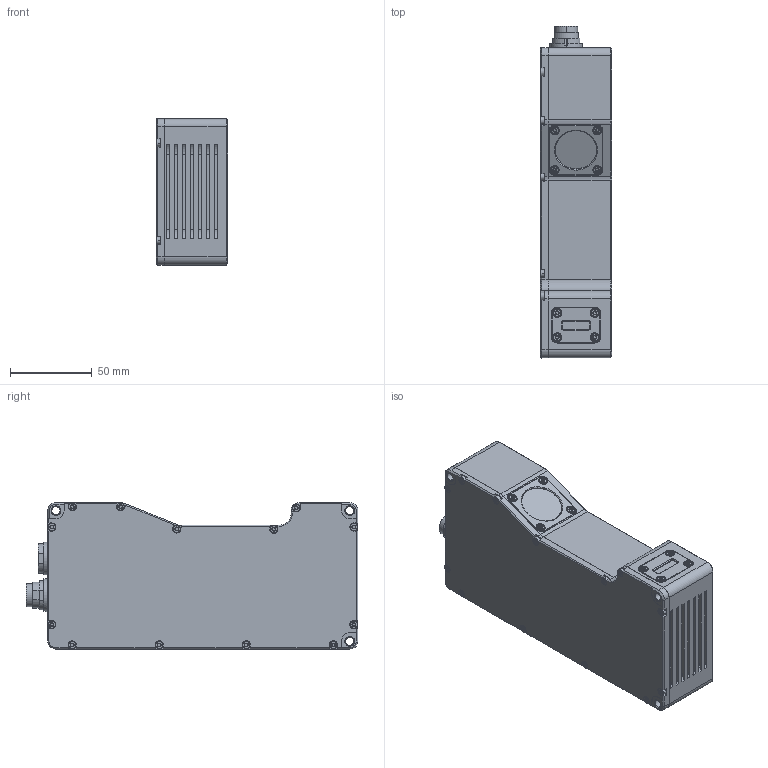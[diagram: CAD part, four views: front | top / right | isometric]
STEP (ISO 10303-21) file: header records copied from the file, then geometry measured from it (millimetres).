
FILE_DESCRIPTION((''),'2;1');
FILE_NAME('213081_ASM','2019-09-11T14:25:53',('pdmadmin'),('BANNER ENGINEERING'),'CREO PARAMETRIC BY PTC INC, 2018300','CREO PARAMETRIC BY PTC INC, 2018300','');
FILE_SCHEMA(('CONFIG_CONTROL_DESIGN'));
Products named in the file (2): LPM302-393NIX485RXQ; 213081_ASM
Assembly tree (1 placements, depth 2):
  213081_ASM
    LPM302-393NIX485RXQ
Bounding box: 44 x 203.3 x 90 mm (x, y, z)
Volume: 681171.4 mm3; surface area: 70469.4 mm2
Topology: 1 solids, 1 shells, 1877 faces, 5033 edges, 3287 vertices
Faces by surface type: cylinder 756, plane 633, cone 300, bspline 139, sphere 28, torus 21
Entity records: 71308 total; most frequent: CARTESIAN_POINT 25030, ORIENTED_EDGE 9998, DIRECTION 9273, EDGE_CURVE 4999, AXIS2_PLACEMENT_3D 3450, VERTEX_POINT 3287, VECTOR 2373, LINE 2373
